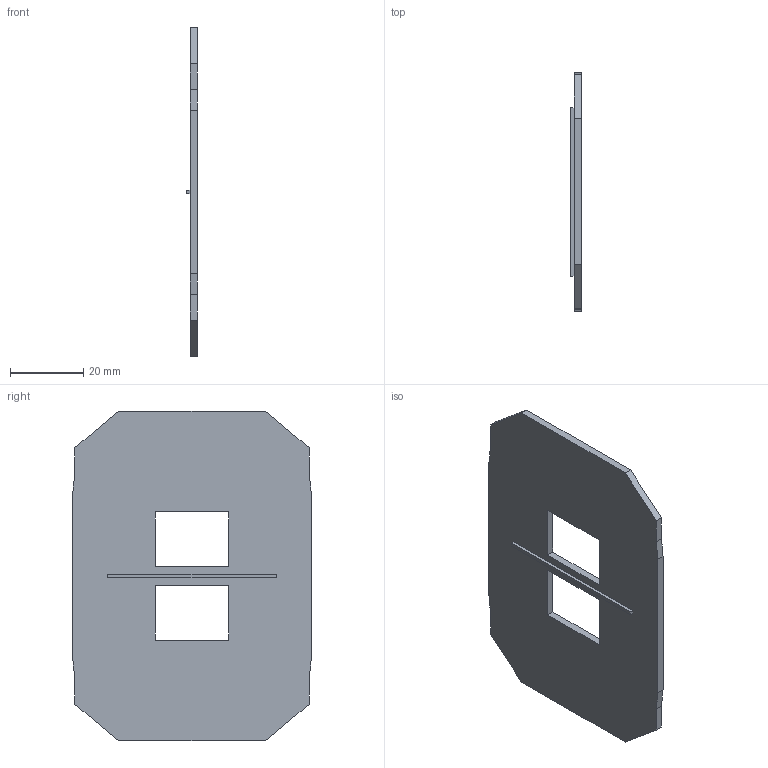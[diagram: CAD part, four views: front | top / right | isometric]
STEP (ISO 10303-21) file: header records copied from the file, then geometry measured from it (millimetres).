
FILE_DESCRIPTION (( 'STEP AP214' ), '1' );
FILE_NAME ('6274650.stp', '2016-04-29T11:09:55', ( '' ), ( '' ), 'SwSTEP 2.0', 'SolidWorks 2014', '' );
FILE_SCHEMA (( 'AUTOMOTIVE_DESIGN' ));
Length unit declared in the file: millimetre
Products named in the file (1): 6274650
Bounding box: 3 x 65.2 x 90 mm (x, y, z)
Volume: 10006.7 mm3; surface area: 10899.9 mm2
Topology: 1 solids, 1 shells, 31 faces, 84 edges, 56 vertices
Faces by surface type: plane 31
Entity records: 1000 total; most frequent: CARTESIAN_POINT 172, ORIENTED_EDGE 168, DIRECTION 148, VECTOR 84, EDGE_CURVE 84, LINE 84, VERTEX_POINT 56, EDGE_LOOP 36
